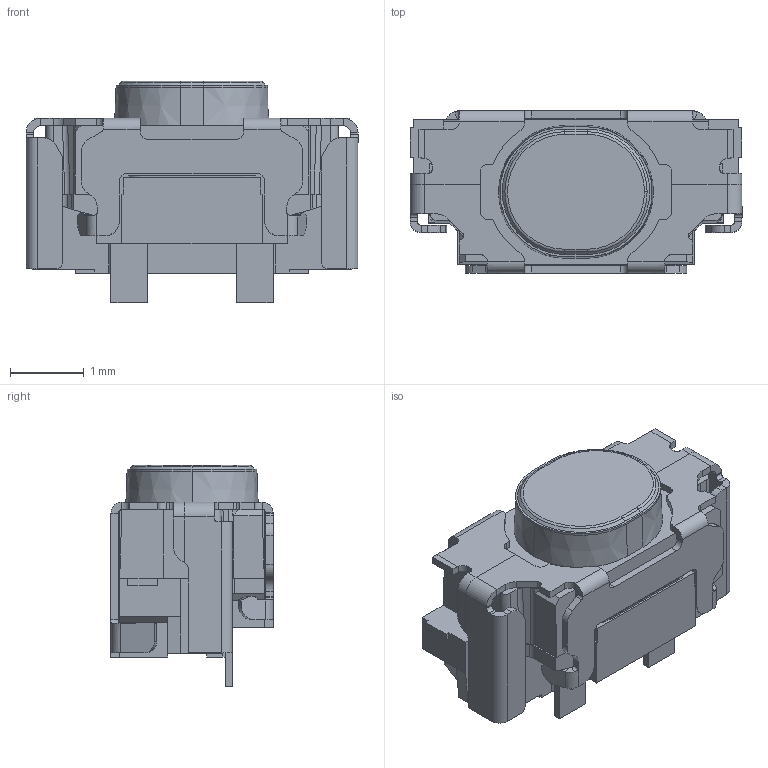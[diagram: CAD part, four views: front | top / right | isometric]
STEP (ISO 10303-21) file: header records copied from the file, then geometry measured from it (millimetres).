
FILE_DESCRIPTION (( 'STEP AP214' ), '1' );
FILE_NAME ('SKSLLA.STEP', '2012-02-13T07:27:53', ( ' ' ), ( '' ), 'SwSTEP 2.0', 'SolidWorks 2010', '' );
FILE_SCHEMA (( 'AUTOMOTIVE_DESIGN' ));
Length unit declared in the file: millimetre
Products named in the file (2): SKSLLA; SKSL_3D_Default
Assembly tree (1 placements, depth 2):
  SKSLLA
    SKSL_3D_Default
Bounding box: 4.5 x 2.22 x 3 mm (x, y, z)
Volume: 16.4 mm3; surface area: 73.5 mm2
Topology: 1 solids, 1 shells, 453 faces, 1220 edges, 763 vertices
Faces by surface type: plane 310, cylinder 124, cone 10, bspline 6, torus 3
Entity records: 18966 total; most frequent: CARTESIAN_POINT 2640, ORIENTED_EDGE 2440, DIRECTION 2326, EDGE_CURVE 1220, LINE 912, VECTOR 912, VERTEX_POINT 763, AXIS2_PLACEMENT_3D 707
